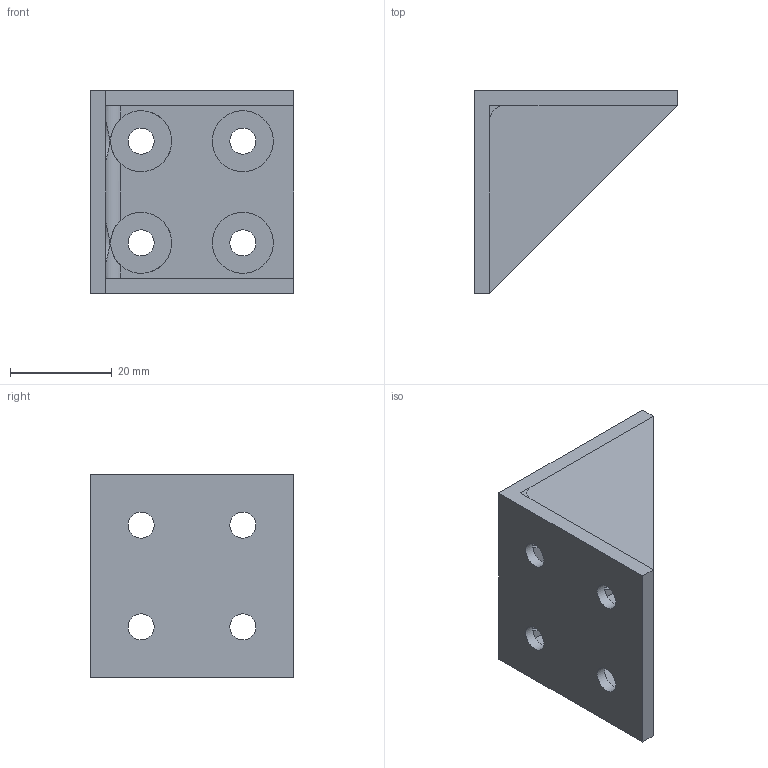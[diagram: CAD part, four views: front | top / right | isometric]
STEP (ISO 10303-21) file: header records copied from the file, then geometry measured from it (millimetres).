
FILE_DESCRIPTION(('FreeCAD Model'),'2;1');
FILE_NAME('Open CASCADE Shape Model','2022-09-15T09:31:14',('Author'),( ''),'Open CASCADE STEP processor 7.5','FreeCAD','Unknown');
FILE_SCHEMA(('AUTOMOTIVE_DESIGN { 1 0 10303 214 1 1 1 1 }'));
Length unit declared in the file: millimetre
Products named in the file (1): corner_connector_m5
Bounding box: 40 x 40 x 40 mm (x, y, z)
Volume: 12172.8 mm3; surface area: 9665.9 mm2
Topology: 1 solids, 1 shells, 41 faces, 99 edges, 64 vertices
Faces by surface type: plane 24, cylinder 17
Full cylindrical faces by diameter (mm): 5.1 x8, 12 x8
Entity records: 3078 total; most frequent: CARTESIAN_POINT 1057, DIRECTION 373, LINE 201, VECTOR 201, ORIENTED_EDGE 198, PCURVE 198, DEFINITIONAL_REPRESENTATION 198, EDGE_CURVE 99
